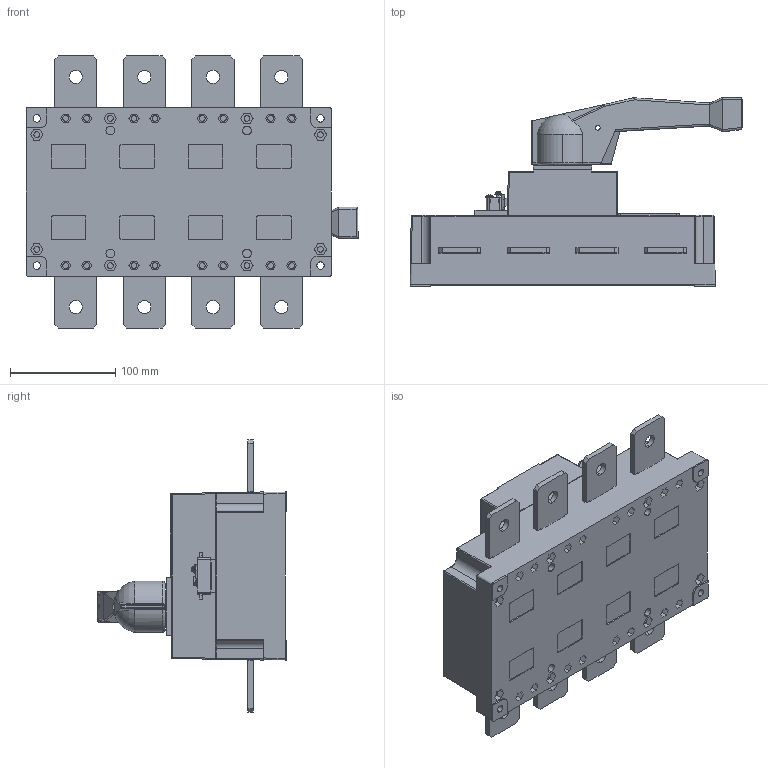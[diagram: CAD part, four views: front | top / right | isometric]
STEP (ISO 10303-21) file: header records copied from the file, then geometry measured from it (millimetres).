
FILE_DESCRIPTION (( 'STEP AP214' ), '1' );
FILE_NAME ('psds-630-4.ÃÌ Ðóáèëüíèê-âûêëþ÷àòåëü 630A 4P c ðóêîÿòêîé óïðàâëåíèÿ äëÿ ïðÿìîé óñòàíîâêè PowerSwitch EKF.STEP', '2024-12-02T14:14:50', ( '' ), ( '' ), 'SwSTEP 2.0', 'SolidWorks 2021', '' );
FILE_SCHEMA (( 'AUTOMOTIVE_DESIGN' ));
Length unit declared in the file: millimetre
Products named in the file (1): psds-630-4.ÃÌ Ðóáèëüíèê-âûêëþ÷àòåëü 630A 4P c ðóêîÿòêîé óïðàâëåíèÿ äëÿ ïðÿìîé óñòàíîâêè PowerSwitch EKF
Bounding box: 315.95 x 180.23 x 259 mm (x, y, z)
Volume: 3942795.6 mm3; surface area: 293049.1 mm2
Topology: 53 solids, 53 shells, 1494 faces, 3790 edges, 2480 vertices
Faces by surface type: plane 976, cylinder 467, sphere 26, bspline 18, torus 7
Entity records: 46594 total; most frequent: CARTESIAN_POINT 8960, ORIENTED_EDGE 7544, DIRECTION 7465, EDGE_CURVE 3772, VECTOR 2655, LINE 2655, VERTEX_POINT 2476, AXIS2_PLACEMENT_3D 2405
